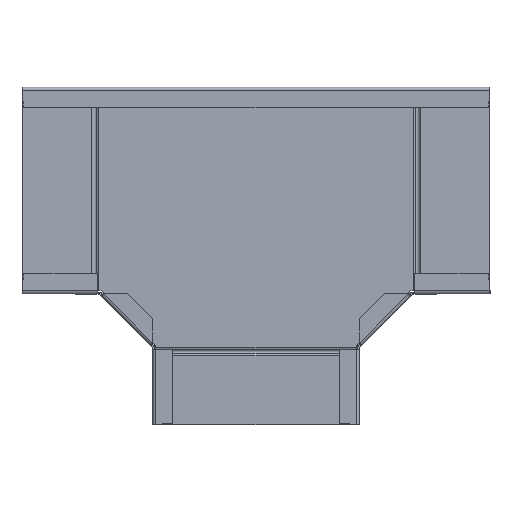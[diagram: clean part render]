
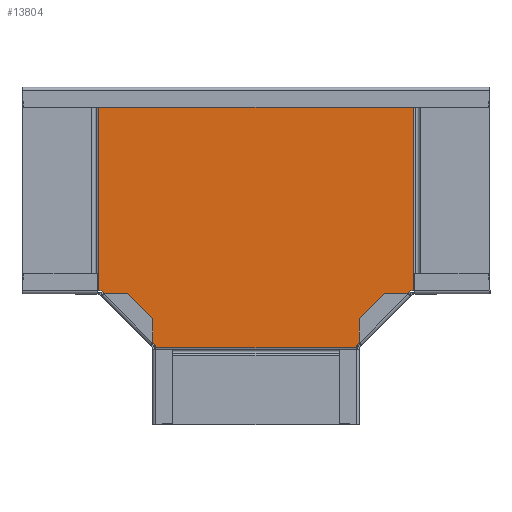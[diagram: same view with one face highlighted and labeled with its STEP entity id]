
A CAD part, top view. The second image highlights one B-rep face of the part: STEP entity #13804.
In plain terms, the highlighted planar face has unit normal (0, 0, 1).
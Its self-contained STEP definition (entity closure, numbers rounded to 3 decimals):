
#12653=DIRECTION('',(-1.,0.,0.));
#12654=VECTOR('',#12653,235.503);
#12655=CARTESIAN_POINT('',(92.752,250.08,0.));
#12656=LINE('',#12655,#12654);
#12931=DIRECTION('',(0.,1.,0.));
#12932=VECTOR('',#12931,150.);
#12933=CARTESIAN_POINT('',(-142.752,100.08,0.));
#12934=LINE('',#12933,#12932);
#12939=DIRECTION('',(0.,1.,0.));
#12940=VECTOR('',#12939,150.);
#12941=CARTESIAN_POINT('',(92.752,100.08,0.));
#12942=LINE('',#12941,#12940);
#12943=DIRECTION('',(0.707,0.707,0.));
#12944=VECTOR('',#12943,57.672);
#12945=CARTESIAN_POINT('',(50.,59.3,0.));
#12946=LINE('',#12945,#12944);
#12947=DIRECTION('',(0.,-1.,0.));
#12948=VECTOR('',#12947,1.972);
#12949=CARTESIAN_POINT('',(-100.,59.3,0.));
#12950=LINE('',#12949,#12948);
#12951=DIRECTION('',(0.707,-0.707,0.));
#12952=VECTOR('',#12951,57.672);
#12953=CARTESIAN_POINT('',(-140.78,100.08,0.));
#12954=LINE('',#12953,#12952);
#12973=DIRECTION('',(1.,0.,0.));
#12974=VECTOR('',#12973,1.972);
#12975=CARTESIAN_POINT('',(90.78,100.08,0.));
#12976=LINE('',#12975,#12974);
#13014=DIRECTION('',(0.,-1.,0.));
#13015=VECTOR('',#13014,1.972);
#13016=CARTESIAN_POINT('',(50.,59.3,0.));
#13017=LINE('',#13016,#13015);
#13068=DIRECTION('',(-1.,0.,0.));
#13069=VECTOR('',#13068,150.);
#13070=CARTESIAN_POINT('',(50.,57.328,0.));
#13071=LINE('',#13070,#13069);
#13098=DIRECTION('',(-1.,0.,0.));
#13099=VECTOR('',#13098,1.972);
#13100=CARTESIAN_POINT('',(-140.78,100.08,0.));
#13101=LINE('',#13100,#13099);
#13203=CARTESIAN_POINT('',(-100.,57.328,0.));
#13205=VERTEX_POINT('',#13203);
#13207=CARTESIAN_POINT('',(-100.,59.3,0.));
#13209=VERTEX_POINT('',#13207);
#13211=CARTESIAN_POINT('',(-140.78,100.08,0.));
#13213=VERTEX_POINT('',#13211);
#13223=CARTESIAN_POINT('',(-142.752,100.08,0.));
#13225=VERTEX_POINT('',#13223);
#13269=CARTESIAN_POINT('',(50.,59.3,0.));
#13271=VERTEX_POINT('',#13269);
#13274=CARTESIAN_POINT('',(50.,57.328,0.));
#13275=VERTEX_POINT('',#13274);
#13282=CARTESIAN_POINT('',(90.78,100.08,0.));
#13283=VERTEX_POINT('',#13282);
#13299=CARTESIAN_POINT('',(92.752,100.08,0.));
#13301=VERTEX_POINT('',#13299);
#13316=CARTESIAN_POINT('',(-142.752,250.08,0.));
#13317=VERTEX_POINT('',#13316);
#13338=CARTESIAN_POINT('',(92.752,250.08,0.));
#13340=VERTEX_POINT('',#13338);
#13779=CARTESIAN_POINT('',(100.,57.328,0.));
#13780=DIRECTION('',(0.,0.,1.));
#13781=DIRECTION('',(1.,0.,0.));
#13782=AXIS2_PLACEMENT_3D('',#13779,#13780,#13781);
#13783=PLANE('',#13782);
#13785=ORIENTED_EDGE('',*,*,#13784,.F.);
#13787=ORIENTED_EDGE('',*,*,#13786,.F.);
#13789=ORIENTED_EDGE('',*,*,#13788,.F.);
#13791=ORIENTED_EDGE('',*,*,#13790,.T.);
#13793=ORIENTED_EDGE('',*,*,#13792,.T.);
#13795=ORIENTED_EDGE('',*,*,#13794,.F.);
#13797=ORIENTED_EDGE('',*,*,#13796,.F.);
#13799=ORIENTED_EDGE('',*,*,#13798,.T.);
#13800=ORIENTED_EDGE('',*,*,#13771,.T.);
#13801=ORIENTED_EDGE('',*,*,#13369,.F.);
#13802=EDGE_LOOP('',(#13785,#13787,#13789,#13791,#13793,#13795,#13797,#13799,
#13800,#13801));
#13803=FACE_OUTER_BOUND('',#13802,.F.);
#13804=ADVANCED_FACE('',(#13803),#13783,.T.);
#13369=EDGE_CURVE('',#13340,#13317,#12656,.T.);
#13771=EDGE_CURVE('',#13225,#13317,#12934,.T.);
#13784=EDGE_CURVE('',#13301,#13340,#12942,.T.);
#13786=EDGE_CURVE('',#13283,#13301,#12976,.T.);
#13788=EDGE_CURVE('',#13271,#13283,#12946,.T.);
#13790=EDGE_CURVE('',#13271,#13275,#13017,.T.);
#13792=EDGE_CURVE('',#13275,#13205,#13071,.T.);
#13794=EDGE_CURVE('',#13209,#13205,#12950,.T.);
#13796=EDGE_CURVE('',#13213,#13209,#12954,.T.);
#13798=EDGE_CURVE('',#13213,#13225,#13101,.T.);
